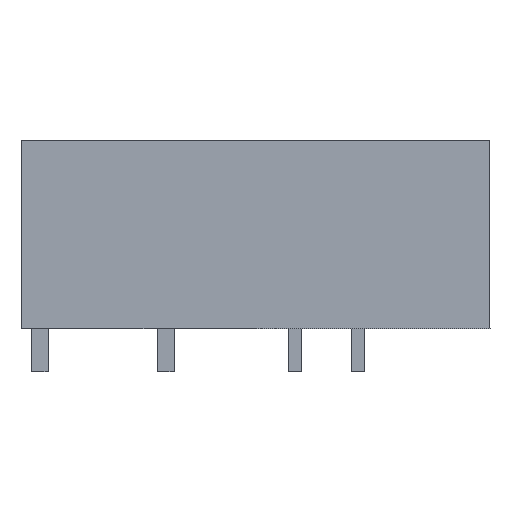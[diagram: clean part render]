
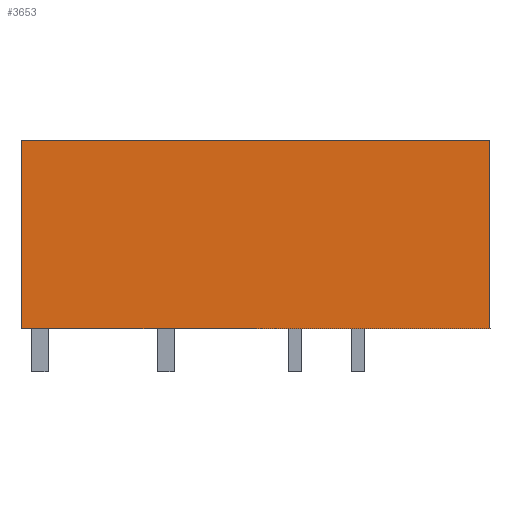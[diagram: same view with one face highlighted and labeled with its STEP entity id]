
A CAD part, left-side view. The second image highlights one B-rep face of the part: STEP entity #3653.
In plain terms, the highlighted planar face has unit normal (-1, 0, 0).
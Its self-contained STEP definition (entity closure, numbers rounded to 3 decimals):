
#3640=AXIS2_PLACEMENT_3D('Plane Axis2P3D',#3637,#3638,#3639) ;
#1230=CARTESIAN_POINT('Vertex',(0.,28.3,2.6)) ;
#1233=CARTESIAN_POINT('Line Origine',(0.,28.3,8.3)) ;
#1237=CARTESIAN_POINT('Vertex',(0.,28.3,14.)) ;
#1328=CARTESIAN_POINT('Line Origine',(0.,14.15,14.)) ;
#1332=CARTESIAN_POINT('Vertex',(0.,0.,14.)) ;
#2899=CARTESIAN_POINT('Vertex',(0.,0.,2.6)) ;
#2961=CARTESIAN_POINT('Line Origine',(0.,0.,8.3)) ;
#3637=CARTESIAN_POINT('Axis2P3D Location',(0.,28.3,-0.9)) ;
#3642=CARTESIAN_POINT('Line Origine',(0.,14.15,2.6)) ;
#1234=DIRECTION('Vector Direction',(0.,0.,1.)) ;
#1329=DIRECTION('Vector Direction',(0.,1.,0.)) ;
#2962=DIRECTION('Vector Direction',(0.,0.,-1.)) ;
#3638=DIRECTION('Axis2P3D Direction',(-1.,0.,0.)) ;
#3639=DIRECTION('Axis2P3D XDirection',(0.,-1.,0.)) ;
#3643=DIRECTION('Vector Direction',(0.,1.,0.)) ;
#1235=VECTOR('Line Direction',#1234,1.) ;
#1330=VECTOR('Line Direction',#1329,1.) ;
#2963=VECTOR('Line Direction',#2962,1.) ;
#3644=VECTOR('Line Direction',#3643,1.) ;
#3648=ORIENTED_EDGE('',*,*,#3646,.F.) ;
#3649=ORIENTED_EDGE('',*,*,#2965,.F.) ;
#3650=ORIENTED_EDGE('',*,*,#1334,.T.) ;
#3651=ORIENTED_EDGE('',*,*,#1239,.T.) ;
#3653=ADVANCED_FACE('housing',(#3652),#3641,.T.) ;
#1239=EDGE_CURVE('',#1238,#1231,#1236,.F.) ;
#1334=EDGE_CURVE('',#1333,#1238,#1331,.T.) ;
#2965=EDGE_CURVE('',#1333,#2900,#2964,.T.) ;
#3646=EDGE_CURVE('',#2900,#1231,#3645,.T.) ;
#3647=EDGE_LOOP('',(#3648,#3649,#3650,#3651)) ;
#3652=FACE_OUTER_BOUND('',#3647,.T.) ;
#1236=LINE('Line',#1233,#1235) ;
#1331=LINE('Line',#1328,#1330) ;
#2964=LINE('Line',#2961,#2963) ;
#3645=LINE('Line',#3642,#3644) ;
#3641=PLANE('',#3640) ;
#1231=VERTEX_POINT('',#1230) ;
#1238=VERTEX_POINT('',#1237) ;
#1333=VERTEX_POINT('',#1332) ;
#2900=VERTEX_POINT('',#2899) ;
